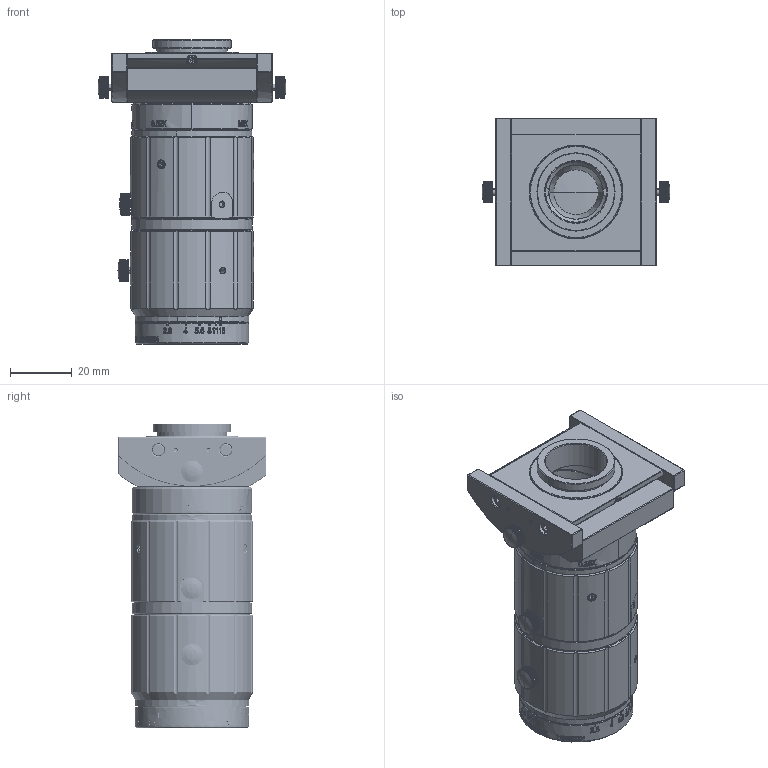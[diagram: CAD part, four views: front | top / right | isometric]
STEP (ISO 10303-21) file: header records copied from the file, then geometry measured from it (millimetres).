
FILE_DESCRIPTION((''),'2;1');
FILE_NAME('ASM0001_ASM','2021-10-12T',('Administrator'),(''),'PRO/ENGINEER BY PARAMETRIC TECHNOLOGY CORPORATION, 2014320','PRO/ENGINEER BY PARAMETRIC TECHNOLOGY CORPORATION, 2014320','');
FILE_SCHEMA(('CONFIG_CONTROL_DESIGN','SHAPE_APPEARANCE_LAYERS_GROUPS'));
Products named in the file (3): MC5028B-_; 3D__C_-_3D; ASM0001_ASM
Assembly tree (2 placements, depth 2):
  ASM0001_ASM
    MC5028B-_
    3D__C_-_3D
Bounding box: 61 x 48 x 99.05 mm (x, y, z)
Surface area: 59022.7 mm2 (no closed solid volume)
Topology: 0 solids, 38 shells, 4646 faces, 12764 edges, 8372 vertices
Faces by surface type: plane 1748, cylinder 1308, bspline 1060, cone 386, extrusion 68, torus 54, sphere 22
Entity records: 219858 total; most frequent: CARTESIAN_POINT 90120, ORIENTED_EDGE 25468, DIRECTION 20564, EDGE_CURVE 12736, VERTEX_POINT 8372, AXIS2_PLACEMENT_3D 7600, VECTOR 5364, LINE 5296
